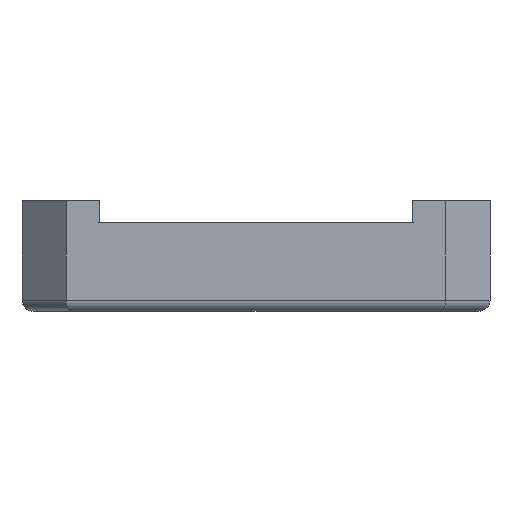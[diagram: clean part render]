
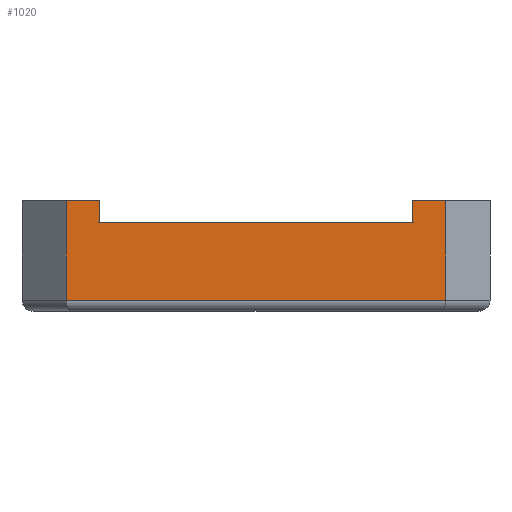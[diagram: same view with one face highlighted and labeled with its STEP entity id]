
A CAD part, left-side view. The second image highlights one B-rep face of the part: STEP entity #1020.
In plain terms, the highlighted planar face has unit normal (-1, 0, 0).
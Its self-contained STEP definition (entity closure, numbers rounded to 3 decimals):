
#19 = VECTOR ( 'NONE', #391, 1000. ) ;
#31 = EDGE_CURVE ( 'NONE', #689, #618, #483, .T. ) ;
#61 = VECTOR ( 'NONE', #1009, 1000. ) ;
#74 = DIRECTION ( 'NONE',  ( 0., 0., -1. ) ) ;
#75 = VERTEX_POINT ( 'NONE', #1105 ) ;
#83 = DIRECTION ( 'NONE',  ( 0., -1., 0. ) ) ;
#154 = LINE ( 'NONE', #1472, #164 ) ;
#164 = VECTOR ( 'NONE', #2120, 1000. ) ;
#251 = CARTESIAN_POINT ( 'NONE',  ( -21.15, -14.15, 8. ) ) ;
#258 = VERTEX_POINT ( 'NONE', #2059 ) ;
#290 = CARTESIAN_POINT ( 'NONE',  ( -21.15, 17.15, 1. ) ) ;
#309 = EDGE_CURVE ( 'NONE', #618, #1138, #609, .T. ) ;
#391 = DIRECTION ( 'NONE',  ( 0., -1., 0. ) ) ;
#444 = VECTOR ( 'NONE', #1258, 1000. ) ;
#447 = LINE ( 'NONE', #1984, #61 ) ;
#483 = LINE ( 'NONE', #1763, #968 ) ;
#491 = DIRECTION ( 'NONE',  ( 0., 0., 1. ) ) ;
#609 = LINE ( 'NONE', #913, #19 ) ;
#618 = VERTEX_POINT ( 'NONE', #1516 ) ;
#675 = VECTOR ( 'NONE', #74, 1000. ) ;
#684 = VERTEX_POINT ( 'NONE', #755 ) ;
#689 = VERTEX_POINT ( 'NONE', #251 ) ;
#729 = DIRECTION ( 'NONE',  ( 1., 0., 0. ) ) ;
#755 = CARTESIAN_POINT ( 'NONE',  ( -21.15, 14.15, 8. ) ) ;
#766 = ORIENTED_EDGE ( 'NONE', *, *, #1479, .T. ) ;
#864 = CARTESIAN_POINT ( 'NONE',  ( -21.15, 14.15, 8. ) ) ;
#901 = CARTESIAN_POINT ( 'NONE',  ( -21.15, 17.15, 10. ) ) ;
#913 = CARTESIAN_POINT ( 'NONE',  ( -21.15, 17.15, 10. ) ) ;
#926 = LINE ( 'NONE', #2079, #444 ) ;
#928 = ORIENTED_EDGE ( 'NONE', *, *, #1821, .F. ) ;
#939 = ORIENTED_EDGE ( 'NONE', *, *, #1283, .F. ) ;
#968 = VECTOR ( 'NONE', #491, 1000. ) ;
#1009 = DIRECTION ( 'NONE',  ( 0., 0., -1. ) ) ;
#1020 = ADVANCED_FACE ( 'NONE', ( #1820 ), #1644, .F. ) ;
#1024 = DIRECTION ( 'NONE',  ( 0., 1., 0. ) ) ;
#1039 = CARTESIAN_POINT ( 'NONE',  ( -21.15, 14.15, 10. ) ) ;
#1040 = ORIENTED_EDGE ( 'NONE', *, *, #1647, .T. ) ;
#1048 = AXIS2_PLACEMENT_3D ( 'NONE', #1400, #729, #1024 ) ;
#1058 = LINE ( 'NONE', #901, #675 ) ;
#1068 = CARTESIAN_POINT ( 'NONE',  ( -21.15, -17.15, 1. ) ) ;
#1105 = CARTESIAN_POINT ( 'NONE',  ( -21.15, -17.15, 1. ) ) ;
#1138 = VERTEX_POINT ( 'NONE', #1714 ) ;
#1258 = DIRECTION ( 'NONE',  ( 0., 0., 1. ) ) ;
#1283 = EDGE_CURVE ( 'NONE', #1138, #75, #447, .T. ) ;
#1317 = VECTOR ( 'NONE', #83, 1000. ) ;
#1400 = CARTESIAN_POINT ( 'NONE',  ( -21.15, 17.15, 10. ) ) ;
#1425 = ORIENTED_EDGE ( 'NONE', *, *, #31, .F. ) ;
#1455 = EDGE_CURVE ( 'NONE', #1613, #75, #1697, .T. ) ;
#1472 = CARTESIAN_POINT ( 'NONE',  ( -21.15, 17.15, 10. ) ) ;
#1479 = EDGE_CURVE ( 'NONE', #258, #1613, #1058, .T. ) ;
#1516 = CARTESIAN_POINT ( 'NONE',  ( -21.15, -14.15, 10. ) ) ;
#1518 = DIRECTION ( 'NONE',  ( 0., -1., 0. ) ) ;
#1538 = EDGE_LOOP ( 'NONE', ( #766, #2066, #939, #1847, #1425, #928, #1040, #1715 ) ) ;
#1613 = VERTEX_POINT ( 'NONE', #290 ) ;
#1644 = PLANE ( 'NONE',  #1048 ) ;
#1647 = EDGE_CURVE ( 'NONE', #684, #1722, #926, .T. ) ;
#1691 = LINE ( 'NONE', #864, #1878 ) ;
#1697 = LINE ( 'NONE', #1068, #1317 ) ;
#1714 = CARTESIAN_POINT ( 'NONE',  ( -21.15, -17.15, 10. ) ) ;
#1715 = ORIENTED_EDGE ( 'NONE', *, *, #2007, .F. ) ;
#1722 = VERTEX_POINT ( 'NONE', #1039 ) ;
#1763 = CARTESIAN_POINT ( 'NONE',  ( -21.15, -14.15, 8. ) ) ;
#1820 = FACE_OUTER_BOUND ( 'NONE', #1538, .T. ) ;
#1821 = EDGE_CURVE ( 'NONE', #684, #689, #1691, .T. ) ;
#1847 = ORIENTED_EDGE ( 'NONE', *, *, #309, .F. ) ;
#1878 = VECTOR ( 'NONE', #1518, 1000. ) ;
#1984 = CARTESIAN_POINT ( 'NONE',  ( -21.15, -17.15, 10. ) ) ;
#2007 = EDGE_CURVE ( 'NONE', #258, #1722, #154, .T. ) ;
#2059 = CARTESIAN_POINT ( 'NONE',  ( -21.15, 17.15, 10. ) ) ;
#2066 = ORIENTED_EDGE ( 'NONE', *, *, #1455, .T. ) ;
#2079 = CARTESIAN_POINT ( 'NONE',  ( -21.15, 14.15, 8. ) ) ;
#2120 = DIRECTION ( 'NONE',  ( 0., -1., 0. ) ) ;
